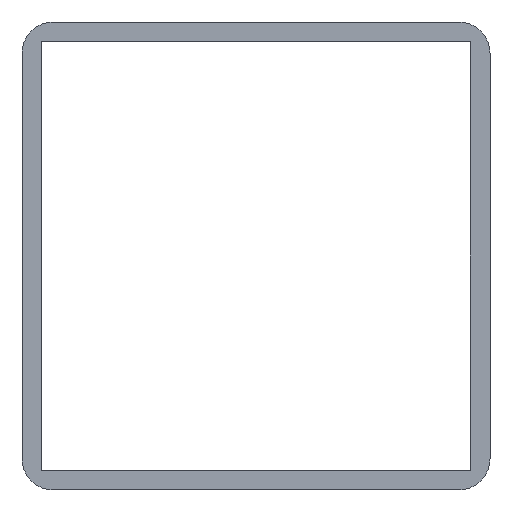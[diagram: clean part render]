
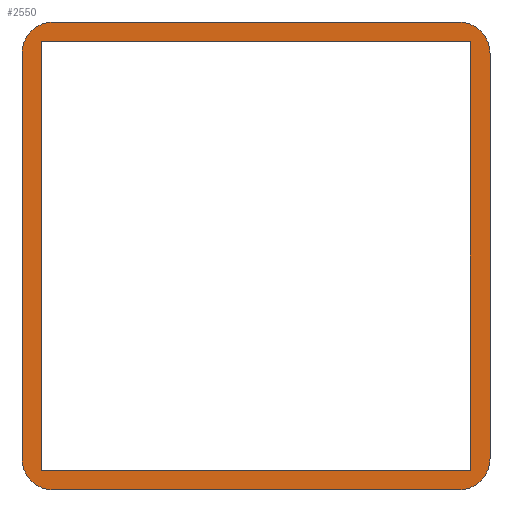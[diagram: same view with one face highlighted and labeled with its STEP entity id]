
A CAD part, front view. The second image highlights one B-rep face of the part: STEP entity #2550.
In plain terms, the highlighted planar face has unit normal (0, -1, 0).
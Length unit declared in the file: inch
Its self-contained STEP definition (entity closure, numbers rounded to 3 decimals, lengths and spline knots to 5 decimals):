
#16=FACE_BOUND('',#436,.T.);
#218=PLANE('',#2866);
#320=FACE_OUTER_BOUND('',#435,.T.);
#435=EDGE_LOOP('',(#2061,#2062,#2063,#2064,#2065,#2066,#2067,#2068));
#436=EDGE_LOOP('',(#2069,#2070,#2071,#2072));
#757=LINE('',#4264,#885);
#758=LINE('',#4268,#886);
#759=LINE('',#4272,#887);
#760=LINE('',#4275,#888);
#761=LINE('',#4278,#889);
#762=LINE('',#4280,#890);
#763=LINE('',#4282,#891);
#764=LINE('',#4283,#892);
#885=VECTOR('',#3575,0.3937);
#886=VECTOR('',#3578,0.3937);
#887=VECTOR('',#3581,0.3937);
#888=VECTOR('',#3584,0.3937);
#889=VECTOR('',#3585,0.3937);
#890=VECTOR('',#3586,0.3937);
#891=VECTOR('',#3587,0.3937);
#892=VECTOR('',#3588,0.3937);
#1101=CIRCLE('',#2867,0.2);
#1102=CIRCLE('',#2868,0.2);
#1103=CIRCLE('',#2869,0.2);
#1104=CIRCLE('',#2870,0.2);
#1317=VERTEX_POINT('',#4260);
#1318=VERTEX_POINT('',#4261);
#1319=VERTEX_POINT('',#4263);
#1320=VERTEX_POINT('',#4265);
#1321=VERTEX_POINT('',#4267);
#1322=VERTEX_POINT('',#4269);
#1323=VERTEX_POINT('',#4271);
#1324=VERTEX_POINT('',#4273);
#1325=VERTEX_POINT('',#4276);
#1326=VERTEX_POINT('',#4277);
#1327=VERTEX_POINT('',#4279);
#1328=VERTEX_POINT('',#4281);
#1633=EDGE_CURVE('',#1317,#1318,#1101,.T.);
#1634=EDGE_CURVE('',#1317,#1319,#757,.T.);
#1635=EDGE_CURVE('',#1320,#1319,#1102,.T.);
#1636=EDGE_CURVE('',#1320,#1321,#758,.T.);
#1637=EDGE_CURVE('',#1322,#1321,#1103,.T.);
#1638=EDGE_CURVE('',#1322,#1323,#759,.T.);
#1639=EDGE_CURVE('',#1324,#1323,#1104,.T.);
#1640=EDGE_CURVE('',#1324,#1318,#760,.T.);
#1641=EDGE_CURVE('',#1325,#1326,#761,.T.);
#1642=EDGE_CURVE('',#1326,#1327,#762,.T.);
#1643=EDGE_CURVE('',#1327,#1328,#763,.T.);
#1644=EDGE_CURVE('',#1328,#1325,#764,.T.);
#2061=ORIENTED_EDGE('',*,*,#1633,.F.);
#2062=ORIENTED_EDGE('',*,*,#1634,.T.);
#2063=ORIENTED_EDGE('',*,*,#1635,.F.);
#2064=ORIENTED_EDGE('',*,*,#1636,.T.);
#2065=ORIENTED_EDGE('',*,*,#1637,.F.);
#2066=ORIENTED_EDGE('',*,*,#1638,.T.);
#2067=ORIENTED_EDGE('',*,*,#1639,.F.);
#2068=ORIENTED_EDGE('',*,*,#1640,.T.);
#2069=ORIENTED_EDGE('',*,*,#1641,.T.);
#2070=ORIENTED_EDGE('',*,*,#1642,.T.);
#2071=ORIENTED_EDGE('',*,*,#1643,.T.);
#2072=ORIENTED_EDGE('',*,*,#1644,.T.);
#2550=ADVANCED_FACE('',(#320,#16),#218,.T.);
#2866=AXIS2_PLACEMENT_3D('',#4259,#3571,#3572);
#2867=AXIS2_PLACEMENT_3D('',#4262,#3573,#3574);
#2868=AXIS2_PLACEMENT_3D('',#4266,#3576,#3577);
#2869=AXIS2_PLACEMENT_3D('',#4270,#3579,#3580);
#2870=AXIS2_PLACEMENT_3D('',#4274,#3582,#3583);
#3571=DIRECTION('center_axis',(0.,-1.,0.));
#3572=DIRECTION('ref_axis',(0.,0.,-1.));
#3573=DIRECTION('center_axis',(0.,1.,0.));
#3574=DIRECTION('ref_axis',(-0.707,0.,-0.707));
#3575=DIRECTION('',(1.,0.,0.));
#3576=DIRECTION('center_axis',(0.,1.,0.));
#3577=DIRECTION('ref_axis',(0.707,0.,-0.707));
#3578=DIRECTION('',(0.,0.,1.));
#3579=DIRECTION('center_axis',(0.,1.,0.));
#3580=DIRECTION('ref_axis',(0.707,0.,0.707));
#3581=DIRECTION('',(-1.,0.,0.));
#3582=DIRECTION('center_axis',(0.,1.,0.));
#3583=DIRECTION('ref_axis',(-0.707,0.,0.707));
#3584=DIRECTION('',(0.,0.,-1.));
#3585=DIRECTION('',(1.,0.,0.));
#3586=DIRECTION('',(0.,0.,-1.));
#3587=DIRECTION('',(-1.,0.,0.));
#3588=DIRECTION('',(0.,0.,1.));
#4259=CARTESIAN_POINT('Origin',(1.48332,-75.06776,1.5));
#4260=CARTESIAN_POINT('',(0.18332,-75.06776,0.));
#4261=CARTESIAN_POINT('',(-0.01668,-75.06776,0.2));
#4262=CARTESIAN_POINT('Origin',(0.18332,-75.06776,0.2));
#4263=CARTESIAN_POINT('',(2.78332,-75.06776,0.));
#4264=CARTESIAN_POINT('',(-0.01668,-75.06776,0.));
#4265=CARTESIAN_POINT('',(2.98332,-75.06776,0.2));
#4266=CARTESIAN_POINT('Origin',(2.78332,-75.06776,0.2));
#4267=CARTESIAN_POINT('',(2.98332,-75.06776,2.8));
#4268=CARTESIAN_POINT('',(2.98332,-75.06776,0.));
#4269=CARTESIAN_POINT('',(2.78332,-75.06776,3.));
#4270=CARTESIAN_POINT('Origin',(2.78332,-75.06776,2.8));
#4271=CARTESIAN_POINT('',(0.18332,-75.06776,3.));
#4272=CARTESIAN_POINT('',(2.98332,-75.06776,3.));
#4273=CARTESIAN_POINT('',(-0.01668,-75.06776,2.8));
#4274=CARTESIAN_POINT('Origin',(0.18332,-75.06776,2.8));
#4275=CARTESIAN_POINT('',(-0.01668,-75.06776,3.));
#4276=CARTESIAN_POINT('',(0.10832,-75.06776,2.875));
#4277=CARTESIAN_POINT('',(2.85832,-75.06776,2.875));
#4278=CARTESIAN_POINT('',(2.85832,-75.06776,2.875));
#4279=CARTESIAN_POINT('',(2.85832,-75.06776,0.125));
#4280=CARTESIAN_POINT('',(2.85832,-75.06776,0.125));
#4281=CARTESIAN_POINT('',(0.10832,-75.06776,0.125));
#4282=CARTESIAN_POINT('',(0.10832,-75.06776,0.125));
#4283=CARTESIAN_POINT('',(0.10832,-75.06776,2.875));
